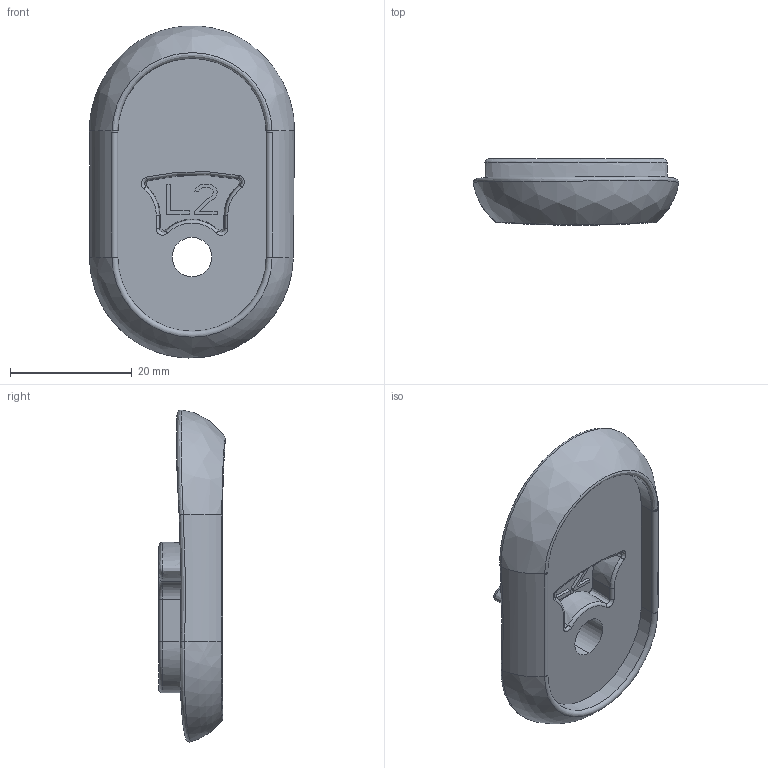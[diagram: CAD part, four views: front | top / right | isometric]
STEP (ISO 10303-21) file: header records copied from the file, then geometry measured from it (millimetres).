
FILE_DESCRIPTION((''),'2;1');
FILE_NAME('CFT-B01-021','2018-08-21T',('Administrator'),(''),'PRO/ENGINEER BY PARAMETRIC TECHNOLOGY CORPORATION, 2005030','PRO/ENGINEER BY PARAMETRIC TECHNOLOGY CORPORATION, 2005030','');
FILE_SCHEMA(('CONFIG_CONTROL_DESIGN'));
Length unit declared in the file: millimetre
Products named in the file (1): CFT-B01-021
Bounding box: 33.77 x 10.95 x 54.63 mm (x, y, z)
Volume: 7258.9 mm3; surface area: 4779.4 mm2
Topology: 1 solids, 1 shells, 92 faces, 230 edges, 144 vertices
Faces by surface type: plane 45, bspline 21, cylinder 15, torus 7, cone 3, extrusion 1
Entity records: 5460 total; most frequent: CARTESIAN_POINT 3353, ORIENTED_EDGE 460, DIRECTION 379, EDGE_CURVE 230, VERTEX_POINT 144, VECTOR 133, LINE 132, AXIS2_PLACEMENT_3D 123
